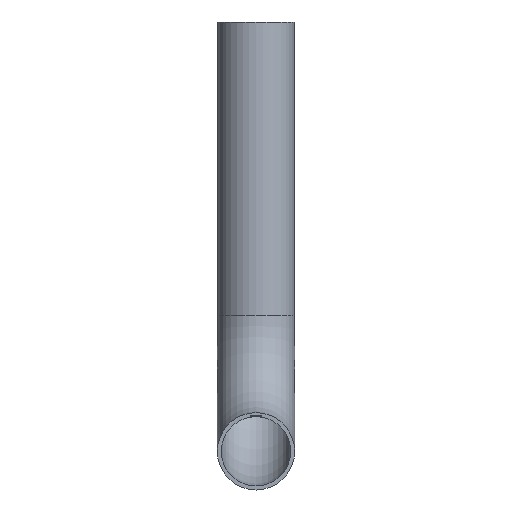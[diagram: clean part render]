
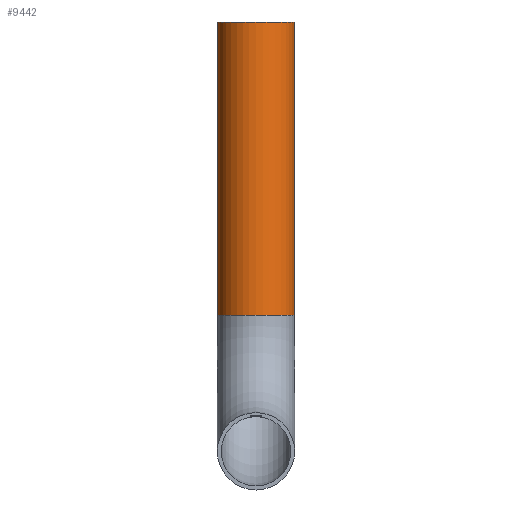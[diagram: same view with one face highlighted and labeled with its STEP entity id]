
A CAD part, front view. The second image highlights one B-rep face of the part: STEP entity #9442.
In plain terms, the highlighted cylindrical face has radius 24.15 mm (diameter 48.3 mm), a full revolution.
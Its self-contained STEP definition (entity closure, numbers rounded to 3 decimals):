
#110 = AXIS2_PLACEMENT_3D ( 'NONE', #10908, #1703, #1648 ) ;
#422 = FACE_OUTER_BOUND ( 'NONE', #6702, .T. ) ;
#1194 = EDGE_LOOP ( 'NONE', ( #6391 ) ) ;
#1648 = DIRECTION ( 'NONE',  ( 0., -1., 0. ) ) ;
#1703 = DIRECTION ( 'NONE',  ( 0., 0., 1. ) ) ;
#1899 = CARTESIAN_POINT ( 'NONE',  ( 0., 268.241, 268.241 ) ) ;
#3900 = DIRECTION ( 'NONE',  ( 0., 0., 1. ) ) ;
#3947 = CARTESIAN_POINT ( 'NONE',  ( 0., 268.241, 85. ) ) ;
#4031 = DIRECTION ( 'NONE',  ( 0., -1., 0. ) ) ;
#4123 = CARTESIAN_POINT ( 'NONE',  ( 0., 244.091, 85. ) ) ;
#4853 = EDGE_CURVE ( 'NONE', #5762, #5762, #10263, .T. ) ;
#5266 = CYLINDRICAL_SURFACE ( 'NONE', #110, 24.15 ) ;
#5762 = VERTEX_POINT ( 'NONE', #6966 ) ;
#6129 = DIRECTION ( 'NONE',  ( 0., 0., 1. ) ) ;
#6391 = ORIENTED_EDGE ( 'NONE', *, *, #4853, .F. ) ;
#6702 = EDGE_LOOP ( 'NONE', ( #12706 ) ) ;
#6966 = CARTESIAN_POINT ( 'NONE',  ( 0., 244.091, 268.241 ) ) ;
#7894 = EDGE_CURVE ( 'NONE', #8697, #8697, #10527, .T. ) ;
#7968 = AXIS2_PLACEMENT_3D ( 'NONE', #1899, #6129, #9219 ) ;
#8697 = VERTEX_POINT ( 'NONE', #4123 ) ;
#9219 = DIRECTION ( 'NONE',  ( 0., -1., 0. ) ) ;
#9442 = ADVANCED_FACE ( 'NONE', ( #422, #11108 ), #5266, .T. ) ;
#10263 = CIRCLE ( 'NONE', #7968, 24.15 ) ;
#10527 = CIRCLE ( 'NONE', #10862, 24.15 ) ;
#10862 = AXIS2_PLACEMENT_3D ( 'NONE', #3947, #3900, #4031 ) ;
#10908 = CARTESIAN_POINT ( 'NONE',  ( 0., 268.241, 85. ) ) ;
#11108 = FACE_OUTER_BOUND ( 'NONE', #1194, .T. ) ;
#12706 = ORIENTED_EDGE ( 'NONE', *, *, #7894, .T. ) ;
